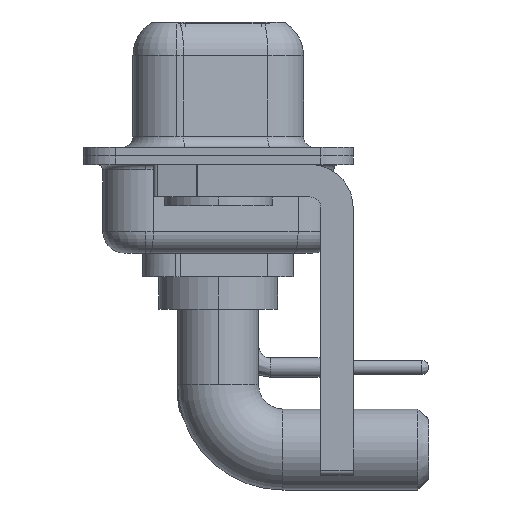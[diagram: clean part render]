
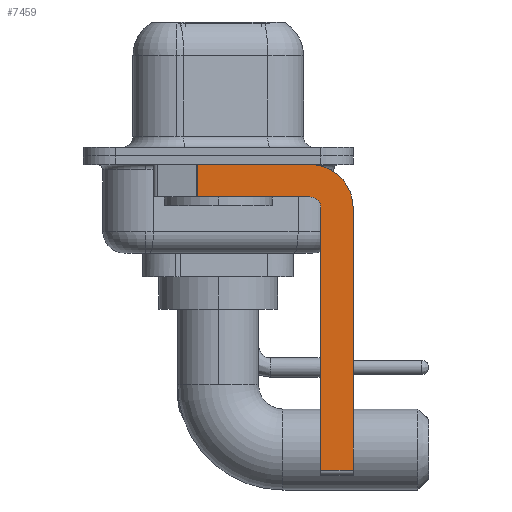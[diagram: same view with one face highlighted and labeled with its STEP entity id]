
A CAD part, left-side view. The second image highlights one B-rep face of the part: STEP entity #7459.
In plain terms, the highlighted planar face has unit normal (-1, 0, 0).
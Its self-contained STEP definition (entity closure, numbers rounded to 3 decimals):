
#279 = VERTEX_POINT ( 'NONE', #6384 ) ;
#562 = EDGE_CURVE ( 'NONE', #11697, #13267, #14210, .T. ) ;
#565 = ORIENTED_EDGE ( 'NONE', *, *, #11036, .F. ) ;
#944 = VERTEX_POINT ( 'NONE', #3239 ) ;
#1002 = CARTESIAN_POINT ( 'NONE',  ( -2.9, -4.25, -14.55 ) ) ;
#1063 = CARTESIAN_POINT ( 'NONE',  ( -2.9, -4.75, -2.4 ) ) ;
#1387 = CARTESIAN_POINT ( 'NONE',  ( -2.9, 3., -0.4 ) ) ;
#1551 = DIRECTION ( 'NONE',  ( 1., 0., 0. ) ) ;
#1794 = CARTESIAN_POINT ( 'NONE',  ( -2.9, -4.25, -1.9 ) ) ;
#2107 = LINE ( 'NONE', #1002, #17410 ) ;
#2446 = CARTESIAN_POINT ( 'NONE',  ( -2.9, -4.75, -14.55 ) ) ;
#2639 = VECTOR ( 'NONE', #7780, 1000. ) ;
#2683 = ORIENTED_EDGE ( 'NONE', *, *, #11218, .T. ) ;
#2947 = EDGE_CURVE ( 'NONE', #13267, #11265, #16684, .T. ) ;
#3239 = CARTESIAN_POINT ( 'NONE',  ( -2.9, -4.25, -1.9 ) ) ;
#3249 = CARTESIAN_POINT ( 'NONE',  ( -2.9, -6.25, -2.4 ) ) ;
#3375 = DIRECTION ( 'NONE',  ( 0., 0., 1. ) ) ;
#3750 = VECTOR ( 'NONE', #17954, 1000. ) ;
#3869 = DIRECTION ( 'NONE',  ( 1., 0., 0. ) ) ;
#4212 = DIRECTION ( 'NONE',  ( 0., 0., -1. ) ) ;
#4213 = ORIENTED_EDGE ( 'NONE', *, *, #2947, .F. ) ;
#4907 = ORIENTED_EDGE ( 'NONE', *, *, #562, .F. ) ;
#4985 = LINE ( 'NONE', #14627, #2639 ) ;
#5041 = DIRECTION ( 'NONE',  ( 0., 0., 1. ) ) ;
#6143 = CARTESIAN_POINT ( 'NONE',  ( -2.9, -6.25, -2.4 ) ) ;
#6281 = LINE ( 'NONE', #10562, #6368 ) ;
#6368 = VECTOR ( 'NONE', #3375, 1000. ) ;
#6384 = CARTESIAN_POINT ( 'NONE',  ( -2.9, -6.25, -14.55 ) ) ;
#6740 = FACE_OUTER_BOUND ( 'NONE', #9249, .T. ) ;
#7459 = ADVANCED_FACE ( 'NONE', ( #6740 ), #12496, .F. ) ;
#7551 = DIRECTION ( 'NONE',  ( 0., -1., 0. ) ) ;
#7749 = DIRECTION ( 'NONE',  ( -1., 0., 0. ) ) ;
#7780 = DIRECTION ( 'NONE',  ( 0., 0., -1. ) ) ;
#8049 = EDGE_CURVE ( 'NONE', #11265, #279, #8895, .T. ) ;
#8133 = DIRECTION ( 'NONE',  ( 0., 0., -1. ) ) ;
#8809 = AXIS2_PLACEMENT_3D ( 'NONE', #12160, #3869, #8133 ) ;
#8895 = LINE ( 'NONE', #3249, #12749 ) ;
#8920 = EDGE_CURVE ( 'NONE', #16363, #944, #9818, .T. ) ;
#9249 = EDGE_LOOP ( 'NONE', ( #4907, #2683, #565, #17863, #9384, #14954, #10975, #4213 ) ) ;
#9384 = ORIENTED_EDGE ( 'NONE', *, *, #13928, .F. ) ;
#9523 = AXIS2_PLACEMENT_3D ( 'NONE', #17862, #1551, #4212 ) ;
#9818 = CIRCLE ( 'NONE', #14174, 0.5 ) ;
#9820 = EDGE_CURVE ( 'NONE', #13058, #279, #2107, .T. ) ;
#9876 = VERTEX_POINT ( 'NONE', #13473 ) ;
#9894 = DIRECTION ( 'NONE',  ( 0., 1., 0. ) ) ;
#10562 = CARTESIAN_POINT ( 'NONE',  ( -2.9, -4.75, -14.8 ) ) ;
#10975 = ORIENTED_EDGE ( 'NONE', *, *, #8049, .F. ) ;
#11036 = EDGE_CURVE ( 'NONE', #944, #9876, #16739, .T. ) ;
#11181 = CARTESIAN_POINT ( 'NONE',  ( -2.9, -4.25, -0.4 ) ) ;
#11218 = EDGE_CURVE ( 'NONE', #11697, #9876, #4985, .T. ) ;
#11265 = VERTEX_POINT ( 'NONE', #6143 ) ;
#11536 = DIRECTION ( 'NONE',  ( 0., 0., -1. ) ) ;
#11697 = VERTEX_POINT ( 'NONE', #12357 ) ;
#11772 = CARTESIAN_POINT ( 'NONE',  ( -2.9, -4.25, -2.4 ) ) ;
#12160 = CARTESIAN_POINT ( 'NONE',  ( -2.9, -4.25, -2.4 ) ) ;
#12357 = CARTESIAN_POINT ( 'NONE',  ( -2.9, 0.978, -0.4 ) ) ;
#12496 = PLANE ( 'NONE',  #9523 ) ;
#12512 = VECTOR ( 'NONE', #9894, 1000. ) ;
#12749 = VECTOR ( 'NONE', #11536, 1000. ) ;
#13058 = VERTEX_POINT ( 'NONE', #2446 ) ;
#13267 = VERTEX_POINT ( 'NONE', #11181 ) ;
#13473 = CARTESIAN_POINT ( 'NONE',  ( -2.9, 0.978, -1.9 ) ) ;
#13928 = EDGE_CURVE ( 'NONE', #13058, #16363, #6281, .T. ) ;
#14174 = AXIS2_PLACEMENT_3D ( 'NONE', #11772, #7749, #5041 ) ;
#14210 = LINE ( 'NONE', #1387, #3750 ) ;
#14627 = CARTESIAN_POINT ( 'NONE',  ( -2.9, 0.978, -1.9 ) ) ;
#14954 = ORIENTED_EDGE ( 'NONE', *, *, #9820, .T. ) ;
#16363 = VERTEX_POINT ( 'NONE', #1063 ) ;
#16684 = CIRCLE ( 'NONE', #8809, 2. ) ;
#16739 = LINE ( 'NONE', #1794, #12512 ) ;
#17410 = VECTOR ( 'NONE', #7551, 1000. ) ;
#17862 = CARTESIAN_POINT ( 'NONE',  ( -2.9, -4.25, -2.4 ) ) ;
#17863 = ORIENTED_EDGE ( 'NONE', *, *, #8920, .F. ) ;
#17954 = DIRECTION ( 'NONE',  ( 0., -1., 0. ) ) ;
